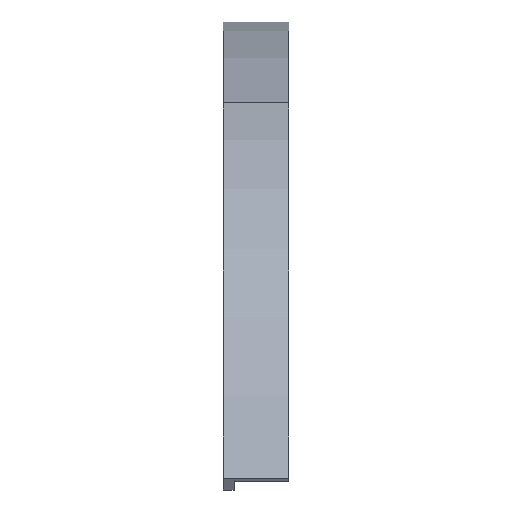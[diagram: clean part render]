
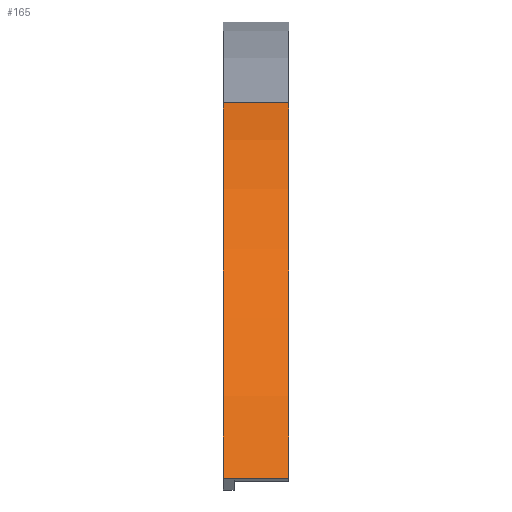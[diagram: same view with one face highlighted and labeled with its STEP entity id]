
A CAD part, left-side view. The second image highlights one B-rep face of the part: STEP entity #165.
In plain terms, the highlighted cylindrical face has radius 255 mm (diameter 510 mm), a partial arc.
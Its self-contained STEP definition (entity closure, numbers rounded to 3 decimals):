
#32 = ORIENTED_EDGE ( 'NONE', *, *, #53, .F. ) ;
#40 = CARTESIAN_POINT ( 'NONE',  ( -401.873, -30., -204.145 ) ) ;
#53 = EDGE_CURVE ( 'NONE', #695, #502, #349, .T. ) ;
#57 = DIRECTION ( 'NONE',  ( 0., 0., 1. ) ) ;
#85 = LINE ( 'NONE', #768, #692 ) ;
#132 = DIRECTION ( 'NONE',  ( 0., 1., 0. ) ) ;
#134 = FACE_OUTER_BOUND ( 'NONE', #609, .T. ) ;
#165 = ADVANCED_FACE ( 'NONE', ( #134 ), #277, .T. ) ;
#176 = EDGE_CURVE ( 'NONE', #587, #738, #435, .T. ) ;
#186 = LINE ( 'NONE', #640, #331 ) ;
#201 = ORIENTED_EDGE ( 'NONE', *, *, #523, .F. ) ;
#205 = CARTESIAN_POINT ( 'NONE',  ( -243.842, -30., -32.053 ) ) ;
#213 = ORIENTED_EDGE ( 'NONE', *, *, #592, .T. ) ;
#216 = AXIS2_PLACEMENT_3D ( 'NONE', #777, #780, #57 ) ;
#230 = CARTESIAN_POINT ( 'NONE',  ( -243.842, 0., -32.053 ) ) ;
#277 = CYLINDRICAL_SURFACE ( 'NONE', #216, 255. ) ;
#293 = DIRECTION ( 'NONE',  ( 0., 1., 0. ) ) ;
#324 = DIRECTION ( 'NONE',  ( 0., 0., 1. ) ) ;
#331 = VECTOR ( 'NONE', #583, 1000. ) ;
#349 = CIRCLE ( 'NONE', #499, 255. ) ;
#435 = CIRCLE ( 'NONE', #637, 255. ) ;
#499 = AXIS2_PLACEMENT_3D ( 'NONE', #564, #684, #324 ) ;
#502 = VERTEX_POINT ( 'NONE', #230 ) ;
#506 = CARTESIAN_POINT ( 'NONE',  ( -401.873, 0., -204.145 ) ) ;
#523 = EDGE_CURVE ( 'NONE', #587, #695, #85, .T. ) ;
#564 = CARTESIAN_POINT ( 'NONE',  ( -155.905, 0., -271.411 ) ) ;
#583 = DIRECTION ( 'NONE',  ( 0., 1., 0. ) ) ;
#587 = VERTEX_POINT ( 'NONE', #40 ) ;
#592 = EDGE_CURVE ( 'NONE', #738, #502, #186, .T. ) ;
#600 = ORIENTED_EDGE ( 'NONE', *, *, #176, .T. ) ;
#609 = EDGE_LOOP ( 'NONE', ( #32, #201, #600, #213 ) ) ;
#613 = DIRECTION ( 'NONE',  ( 0., 0., 1. ) ) ;
#637 = AXIS2_PLACEMENT_3D ( 'NONE', #734, #132, #613 ) ;
#640 = CARTESIAN_POINT ( 'NONE',  ( -243.842, -30., -32.053 ) ) ;
#684 = DIRECTION ( 'NONE',  ( 0., 1., 0. ) ) ;
#692 = VECTOR ( 'NONE', #293, 1000. ) ;
#695 = VERTEX_POINT ( 'NONE', #506 ) ;
#734 = CARTESIAN_POINT ( 'NONE',  ( -155.905, -30., -271.411 ) ) ;
#738 = VERTEX_POINT ( 'NONE', #205 ) ;
#768 = CARTESIAN_POINT ( 'NONE',  ( -401.873, -30., -204.145 ) ) ;
#777 = CARTESIAN_POINT ( 'NONE',  ( -155.905, -30., -271.411 ) ) ;
#780 = DIRECTION ( 'NONE',  ( 0., 1., 0. ) ) ;
